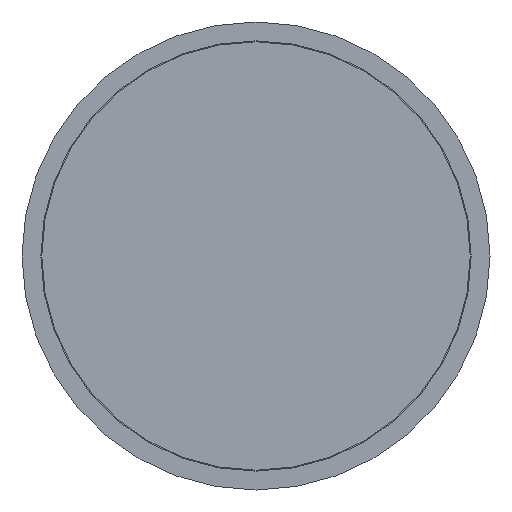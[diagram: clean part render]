
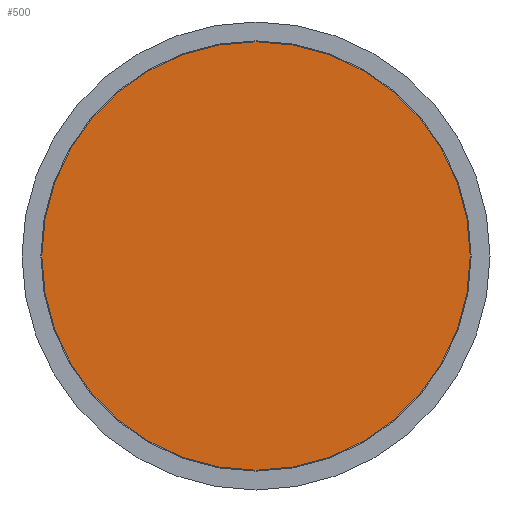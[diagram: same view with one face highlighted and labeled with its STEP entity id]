
A CAD part, front view. The second image highlights one B-rep face of the part: STEP entity #500.
In plain terms, the highlighted planar face has unit normal (0, -1, 0).
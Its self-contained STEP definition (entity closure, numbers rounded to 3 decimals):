
#21 = CIRCLE ( 'NONE', #804, 56.75 ) ;
#28 = DIRECTION ( 'NONE',  ( 0., 0., -1. ) ) ;
#76 = EDGE_CURVE ( 'NONE', #229, #229, #21, .T. ) ;
#229 = VERTEX_POINT ( 'NONE', #234 ) ;
#234 = CARTESIAN_POINT ( 'NONE',  ( 0., 0., -56.75 ) ) ;
#421 = ORIENTED_EDGE ( 'NONE', *, *, #76, .T. ) ;
#440 = DIRECTION ( 'NONE',  ( 0., 0., 1. ) ) ;
#446 = CARTESIAN_POINT ( 'NONE',  ( -56.75, 0., 0. ) ) ;
#500 = ADVANCED_FACE ( 'NONE', ( #903 ), #981, .F. ) ;
#525 = DIRECTION ( 'NONE',  ( 0., 1., 0. ) ) ;
#633 = EDGE_LOOP ( 'NONE', ( #421 ) ) ;
#720 = DIRECTION ( 'NONE',  ( 0., -1., 0. ) ) ;
#804 = AXIS2_PLACEMENT_3D ( 'NONE', #873, #720, #28 ) ;
#873 = CARTESIAN_POINT ( 'NONE',  ( 0., 0., 0. ) ) ;
#903 = FACE_OUTER_BOUND ( 'NONE', #633, .T. ) ;
#966 = AXIS2_PLACEMENT_3D ( 'NONE', #446, #525, #440 ) ;
#981 = PLANE ( 'NONE',  #966 ) ;
